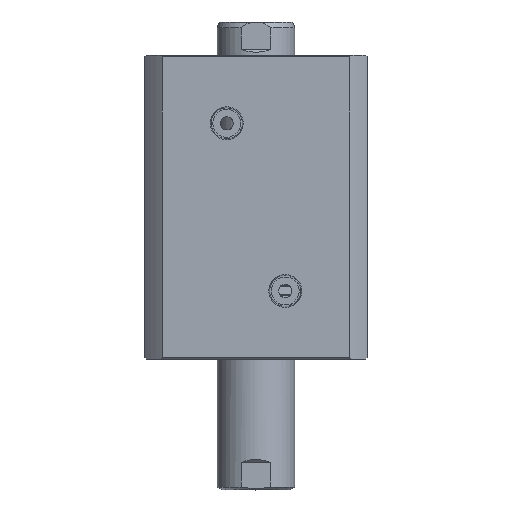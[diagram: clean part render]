
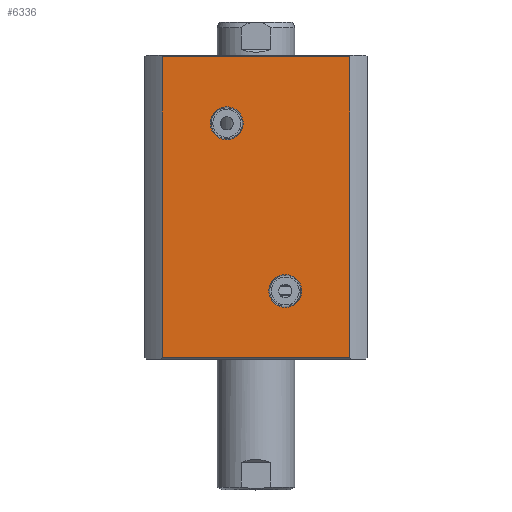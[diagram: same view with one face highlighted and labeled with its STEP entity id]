
A CAD part, top view. The second image highlights one B-rep face of the part: STEP entity #6336.
In plain terms, the highlighted face is planar.
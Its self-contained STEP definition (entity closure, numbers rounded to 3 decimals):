
#6 = EDGE_CURVE ( 'NONE', #4156, #4589, #10264, .T. ) ;
#174 = EDGE_CURVE ( 'NONE', #456, #12552, #7214, .T. ) ;
#456 = VERTEX_POINT ( 'NONE', #11216 ) ;
#481 = AXIS2_PLACEMENT_3D ( 'NONE', #7421, #1288, #8463 ) ;
#705 = CARTESIAN_POINT ( 'NONE',  ( 57., 57., 155. ) ) ;
#928 = ORIENTED_EDGE ( 'NONE', *, *, #12295, .T. ) ;
#1068 = CARTESIAN_POINT ( 'NONE',  ( -57., 57., 1. ) ) ;
#1086 = CARTESIAN_POINT ( 'NONE',  ( -15., 57., 26.572 ) ) ;
#1288 = DIRECTION ( 'NONE',  ( 0., 1., 0. ) ) ;
#1396 = CIRCLE ( 'NONE', #12384, 8.428 ) ;
#1881 = CARTESIAN_POINT ( 'NONE',  ( 47.971, 57., 500. ) ) ;
#1896 = ORIENTED_EDGE ( 'NONE', *, *, #174, .F. ) ;
#2045 = CARTESIAN_POINT ( 'NONE',  ( -47.971, 57., 1. ) ) ;
#2099 = DIRECTION ( 'NONE',  ( -1., 0., 0. ) ) ;
#2334 = ORIENTED_EDGE ( 'NONE', *, *, #11770, .F. ) ;
#2382 = EDGE_LOOP ( 'NONE', ( #1896, #928, #10561, #9927 ) ) ;
#2478 = CARTESIAN_POINT ( 'NONE',  ( -15., 57., 43.428 ) ) ;
#2999 = ORIENTED_EDGE ( 'NONE', *, *, #8983, .F. ) ;
#3226 = CARTESIAN_POINT ( 'NONE',  ( -47.971, 57., 500. ) ) ;
#3391 = VECTOR ( 'NONE', #9995, 1000. ) ;
#3589 = VECTOR ( 'NONE', #9063, 1000. ) ;
#3597 = CARTESIAN_POINT ( 'NONE',  ( 15., 57., 121. ) ) ;
#3777 = ORIENTED_EDGE ( 'NONE', *, *, #6, .F. ) ;
#4156 = VERTEX_POINT ( 'NONE', #8022 ) ;
#4415 = ORIENTED_EDGE ( 'NONE', *, *, #11248, .F. ) ;
#4446 = EDGE_LOOP ( 'NONE', ( #2334, #4415 ) ) ;
#4571 = FACE_OUTER_BOUND ( 'NONE', #2382, .T. ) ;
#4589 = VERTEX_POINT ( 'NONE', #8647 ) ;
#4639 = DIRECTION ( 'NONE',  ( 0., 0., 1. ) ) ;
#4829 = DIRECTION ( 'NONE',  ( 0., -1., 0. ) ) ;
#5394 = DIRECTION ( 'NONE',  ( 0., 1., 0. ) ) ;
#5463 = AXIS2_PLACEMENT_3D ( 'NONE', #11546, #5394, #12550 ) ;
#6329 = LINE ( 'NONE', #1881, #3589 ) ;
#6336 = ADVANCED_FACE ( 'NONE', ( #12427, #10040, #4571 ), #10960, .F. ) ;
#6408 = CARTESIAN_POINT ( 'NONE',  ( 47.971, 57., 1. ) ) ;
#6564 = VERTEX_POINT ( 'NONE', #1086 ) ;
#6581 = EDGE_LOOP ( 'NONE', ( #3777, #2999 ) ) ;
#6968 = CIRCLE ( 'NONE', #481, 8.428 ) ;
#7065 = EDGE_CURVE ( 'NONE', #8794, #12311, #6329, .T. ) ;
#7214 = LINE ( 'NONE', #3226, #9293 ) ;
#7239 = EDGE_CURVE ( 'NONE', #8794, #12552, #8090, .T. ) ;
#7421 = CARTESIAN_POINT ( 'NONE',  ( -15., 57., 35. ) ) ;
#7766 = VECTOR ( 'NONE', #2099, 1000. ) ;
#7971 = CARTESIAN_POINT ( 'NONE',  ( 47.971, 57., 155. ) ) ;
#8022 = CARTESIAN_POINT ( 'NONE',  ( 15., 57., 129.428 ) ) ;
#8090 = LINE ( 'NONE', #1068, #7766 ) ;
#8463 = DIRECTION ( 'NONE',  ( 0., 0., 1. ) ) ;
#8634 = AXIS2_PLACEMENT_3D ( 'NONE', #8906, #4829, #12001 ) ;
#8647 = CARTESIAN_POINT ( 'NONE',  ( 15., 57., 112.572 ) ) ;
#8794 = VERTEX_POINT ( 'NONE', #6408 ) ;
#8906 = CARTESIAN_POINT ( 'NONE',  ( -57., 57., 156. ) ) ;
#8907 = VERTEX_POINT ( 'NONE', #2478 ) ;
#8983 = EDGE_CURVE ( 'NONE', #4589, #4156, #1396, .T. ) ;
#9063 = DIRECTION ( 'NONE',  ( 0., 0., 1. ) ) ;
#9293 = VECTOR ( 'NONE', #11624, 1000. ) ;
#9927 = ORIENTED_EDGE ( 'NONE', *, *, #7239, .T. ) ;
#9995 = DIRECTION ( 'NONE',  ( 1., 0., 0. ) ) ;
#10040 = FACE_BOUND ( 'NONE', #6581, .T. ) ;
#10264 = CIRCLE ( 'NONE', #12702, 8.428 ) ;
#10561 = ORIENTED_EDGE ( 'NONE', *, *, #7065, .F. ) ;
#10641 = CIRCLE ( 'NONE', #5463, 8.428 ) ;
#10774 = DIRECTION ( 'NONE',  ( 0., 1., 0. ) ) ;
#10960 = PLANE ( 'NONE',  #8634 ) ;
#11216 = CARTESIAN_POINT ( 'NONE',  ( -47.971, 57., 155. ) ) ;
#11248 = EDGE_CURVE ( 'NONE', #6564, #8907, #6968, .T. ) ;
#11432 = CARTESIAN_POINT ( 'NONE',  ( 15., 57., 121. ) ) ;
#11534 = DIRECTION ( 'NONE',  ( 0., 0., 1. ) ) ;
#11546 = CARTESIAN_POINT ( 'NONE',  ( -15., 57., 35. ) ) ;
#11590 = LINE ( 'NONE', #705, #3391 ) ;
#11624 = DIRECTION ( 'NONE',  ( 0., 0., -1. ) ) ;
#11658 = DIRECTION ( 'NONE',  ( 0., 1., 0. ) ) ;
#11770 = EDGE_CURVE ( 'NONE', #8907, #6564, #10641, .T. ) ;
#12001 = DIRECTION ( 'NONE',  ( 0., 0., -1. ) ) ;
#12295 = EDGE_CURVE ( 'NONE', #456, #12311, #11590, .T. ) ;
#12311 = VERTEX_POINT ( 'NONE', #7971 ) ;
#12384 = AXIS2_PLACEMENT_3D ( 'NONE', #3597, #10774, #4639 ) ;
#12427 = FACE_BOUND ( 'NONE', #4446, .T. ) ;
#12550 = DIRECTION ( 'NONE',  ( 0., 0., 1. ) ) ;
#12552 = VERTEX_POINT ( 'NONE', #2045 ) ;
#12702 = AXIS2_PLACEMENT_3D ( 'NONE', #11432, #11658, #11534 ) ;
